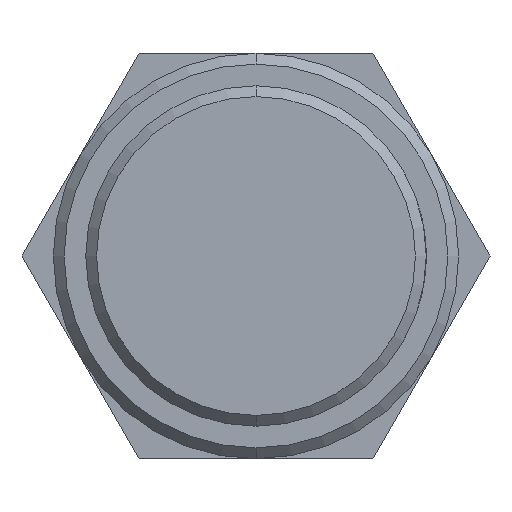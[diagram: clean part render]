
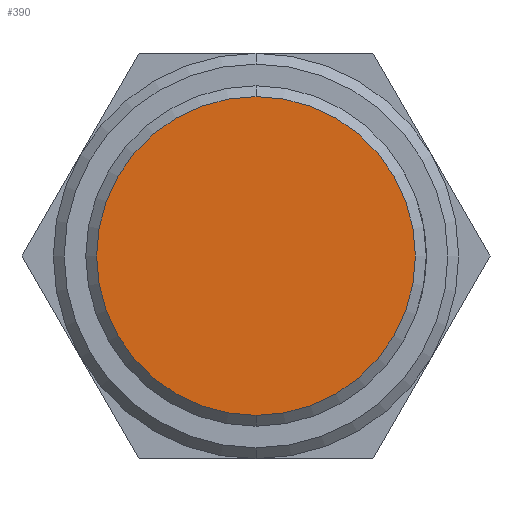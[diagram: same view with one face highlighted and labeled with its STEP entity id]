
A CAD part, front view. The second image highlights one B-rep face of the part: STEP entity #390.
In plain terms, the highlighted planar face has unit normal (0, -1, 0).
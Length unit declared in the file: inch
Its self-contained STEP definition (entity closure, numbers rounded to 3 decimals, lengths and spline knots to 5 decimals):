
#18 = DIRECTION ( 'NONE',  ( 0., 1., 0. ) ) ;
#93 = DIRECTION ( 'NONE',  ( 0., 0., 1. ) ) ;
#134 = ORIENTED_EDGE ( 'NONE', *, *, #639, .T. ) ;
#181 = AXIS2_PLACEMENT_3D ( 'NONE', #490, #18, #93 ) ;
#186 = VERTEX_POINT ( 'NONE', #1057 ) ;
#247 = DIRECTION ( 'NONE',  ( 0., -1., 0. ) ) ;
#294 = CIRCLE ( 'NONE', #332, 0.14748 ) ;
#323 = ORIENTED_EDGE ( 'NONE', *, *, #485, .T. ) ;
#332 = AXIS2_PLACEMENT_3D ( 'NONE', #527, #981, #666 ) ;
#390 = ADVANCED_FACE ( 'NONE', ( #1016 ), #1093, .F. ) ;
#485 = EDGE_CURVE ( 'NONE', #888, #186, #294, .T. ) ;
#490 = CARTESIAN_POINT ( 'NONE',  ( 0., 0., 0. ) ) ;
#527 = CARTESIAN_POINT ( 'NONE',  ( 0., 0., 0. ) ) ;
#594 = CARTESIAN_POINT ( 'NONE',  ( 0., 0., 0. ) ) ;
#613 = CIRCLE ( 'NONE', #785, 0.14748 ) ;
#639 = EDGE_CURVE ( 'NONE', #186, #888, #613, .T. ) ;
#666 = DIRECTION ( 'NONE',  ( 0., 0., 1. ) ) ;
#785 = AXIS2_PLACEMENT_3D ( 'NONE', #594, #247, #1003 ) ;
#888 = VERTEX_POINT ( 'NONE', #1102 ) ;
#981 = DIRECTION ( 'NONE',  ( 0., -1., 0. ) ) ;
#1003 = DIRECTION ( 'NONE',  ( 0., 0., 1. ) ) ;
#1016 = FACE_OUTER_BOUND ( 'NONE', #1037, .T. ) ;
#1037 = EDGE_LOOP ( 'NONE', ( #323, #134 ) ) ;
#1057 = CARTESIAN_POINT ( 'NONE',  ( 0., 0., -0.14748 ) ) ;
#1093 = PLANE ( 'NONE',  #181 ) ;
#1102 = CARTESIAN_POINT ( 'NONE',  ( 0., 0., 0.14748 ) ) ;
